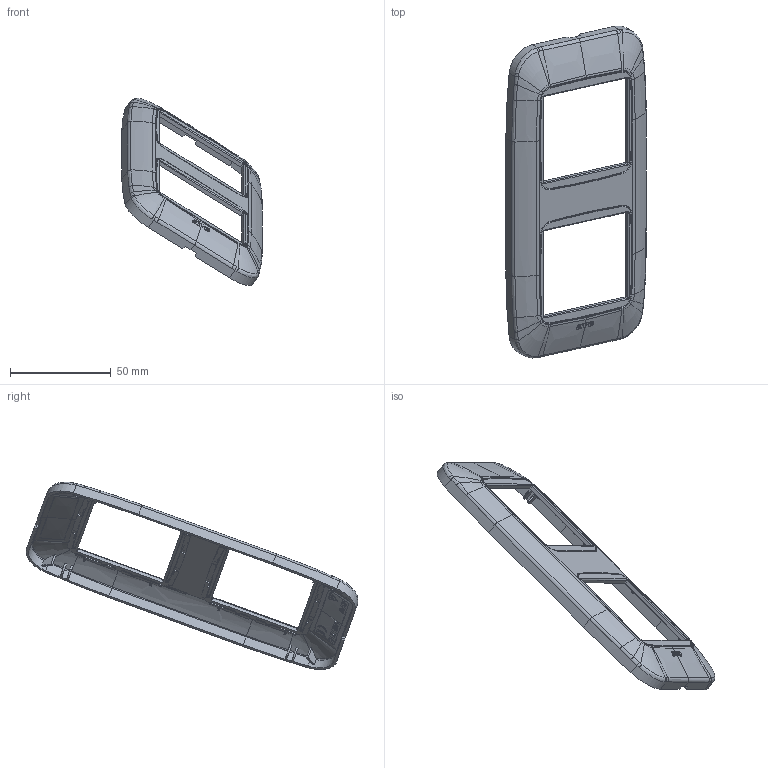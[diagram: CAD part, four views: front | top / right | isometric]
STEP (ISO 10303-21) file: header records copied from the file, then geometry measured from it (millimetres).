
FILE_DESCRIPTION(('CATIA V5 STEP Exchange'),'2;1');
FILE_NAME('45P24@.stp','2023-09-25T09:37:08+00:00',('none'),('none'),'CATIA Version 5-6 Release 2016 SP6','CATIA V5 STEP AP203','none');
FILE_SCHEMA(('CONFIG_CONTROL_DESIGN'));
Products named in the file (1): 45P24@
Assembly tree (4 placements, depth 2):
  45P24@
    #57
    #101
    #42218  x2
Bounding box: 69.72 x 164.94 x 93.1 mm (x, y, z)
Volume: 16807.2 mm3; surface area: 27201.3 mm2
Topology: 3 solids, 5 shells, 1290 faces, 3583 edges, 2330 vertices
Faces by surface type: plane 509, bspline 256, extrusion 233, cone 120, cylinder 92, torus 80
Entity records: 48565 total; most frequent: CARTESIAN_POINT 25071, ORIENTED_EDGE 6180, EDGE_CURVE 3095, DIRECTION 2446, B_SPLINE_CURVE_WITH_KNOTS 2027, VERTEX_POINT 2010, VECTOR 1198, EDGE_LOOP 1149
